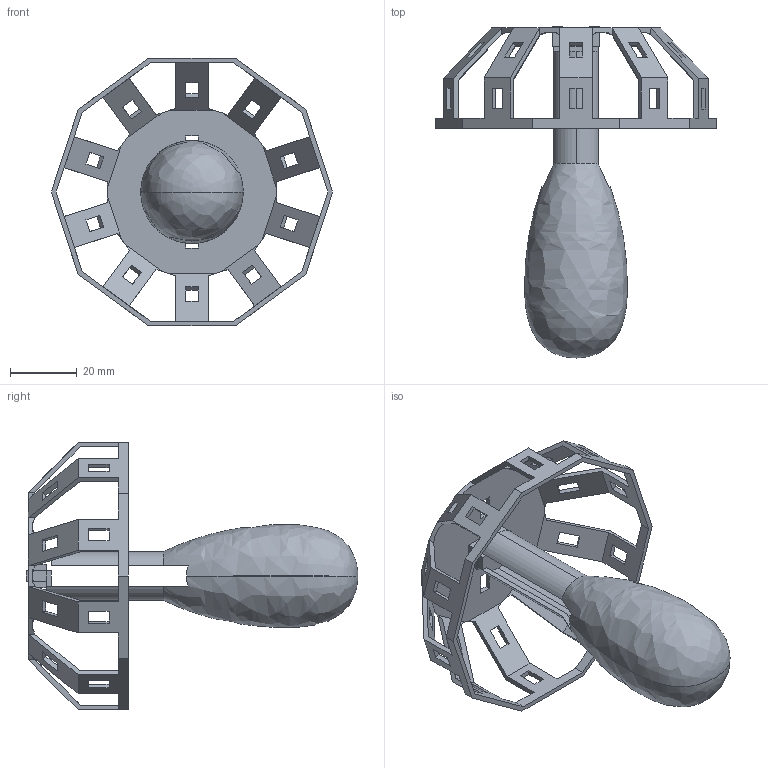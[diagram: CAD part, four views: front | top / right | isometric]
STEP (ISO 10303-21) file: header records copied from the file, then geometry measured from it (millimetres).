
FILE_DESCRIPTION (( 'STEP AP214' ), '1' );
FILE_NAME ('Full Build Assembly.STEP', '2020-08-12T03:40:58', ( '' ), ( '' ), 'SwSTEP 2.0', 'SolidWorks 2019', '' );
FILE_SCHEMA (( 'AUTOMOTIVE_DESIGN' ));
Length unit declared in the file: millimetre
Products named in the file (4): Full Build Assembly; Handle Chassis rev1; Handle Face rev1; Deca_Flower_rev3
Assembly tree (3 placements, depth 2):
  Full Build Assembly
    Deca_Flower_rev3
    Handle Chassis rev1
    Handle Face rev1
Bounding box: 84.12 x 99.3 x 80 mm (x, y, z)
Volume: 16807.4 mm3; surface area: 25981.2 mm2
Topology: 3 solids, 3 shells, 277 faces, 860 edges, 566 vertices
Faces by surface type: plane 263, cylinder 10, bspline 4
Entity records: 10116 total; most frequent: CARTESIAN_POINT 2295, ORIENTED_EDGE 1712, DIRECTION 1396, EDGE_CURVE 856, VECTOR 770, LINE 770, VERTEX_POINT 566, EDGE_LOOP 328
